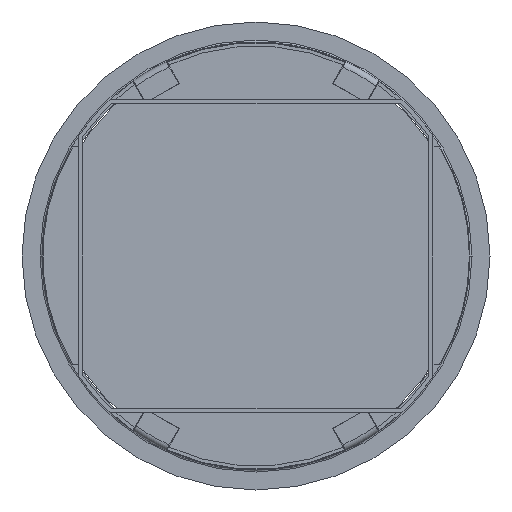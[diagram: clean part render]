
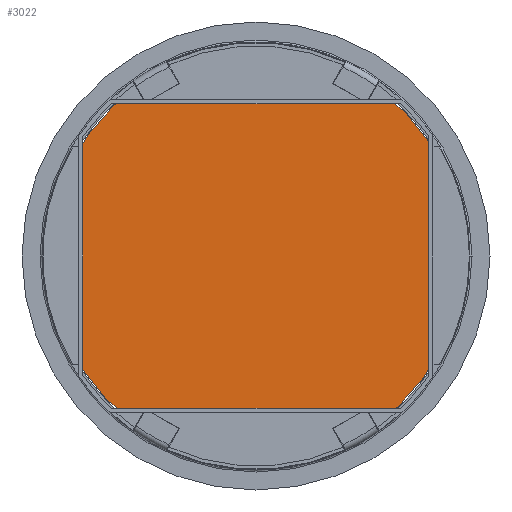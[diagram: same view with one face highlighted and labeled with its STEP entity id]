
A CAD part, front view. The second image highlights one B-rep face of the part: STEP entity #3022.
In plain terms, the highlighted planar face has unit normal (0, -1, 0).
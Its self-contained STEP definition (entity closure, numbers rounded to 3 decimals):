
#359 = AXIS2_PLACEMENT_3D ( 'NONE', #3227, #1934, #4551 ) ;
#553 = PLANE ( 'NONE',  #359 ) ;
#561 = EDGE_CURVE ( 'NONE', #1247, #2637, #3363, .T. ) ;
#659 = CIRCLE ( 'NONE', #4600, 103.5 ) ;
#1022 = DIRECTION ( 'NONE',  ( 0., 0., 1. ) ) ;
#1053 = CARTESIAN_POINT ( 'NONE',  ( 0., 0., -103.5 ) ) ;
#1124 = EDGE_LOOP ( 'NONE', ( #4544, #5517 ) ) ;
#1247 = VERTEX_POINT ( 'NONE', #1053 ) ;
#1350 = DIRECTION ( 'NONE',  ( 0., 1., 0. ) ) ;
#1934 = DIRECTION ( 'NONE',  ( 0., 1., 0. ) ) ;
#1951 = CARTESIAN_POINT ( 'NONE',  ( 0., 0., 0. ) ) ;
#2379 = DIRECTION ( 'NONE',  ( 0., 1., 0. ) ) ;
#2637 = VERTEX_POINT ( 'NONE', #4674 ) ;
#2658 = EDGE_CURVE ( 'NONE', #2637, #1247, #659, .T. ) ;
#3022 = ADVANCED_FACE ( 'NONE', ( #4650 ), #553, .F. ) ;
#3227 = CARTESIAN_POINT ( 'NONE',  ( 0., 0., 0. ) ) ;
#3363 = CIRCLE ( 'NONE', #4125, 103.5 ) ;
#4125 = AXIS2_PLACEMENT_3D ( 'NONE', #4149, #1350, #5919 ) ;
#4149 = CARTESIAN_POINT ( 'NONE',  ( 0., 0., 0. ) ) ;
#4544 = ORIENTED_EDGE ( 'NONE', *, *, #561, .F. ) ;
#4551 = DIRECTION ( 'NONE',  ( 0., 0., 1. ) ) ;
#4600 = AXIS2_PLACEMENT_3D ( 'NONE', #1951, #2379, #1022 ) ;
#4650 = FACE_OUTER_BOUND ( 'NONE', #1124, .T. ) ;
#4674 = CARTESIAN_POINT ( 'NONE',  ( 0., 0., 103.5 ) ) ;
#5517 = ORIENTED_EDGE ( 'NONE', *, *, #2658, .F. ) ;
#5919 = DIRECTION ( 'NONE',  ( 0., 0., 1. ) ) ;
